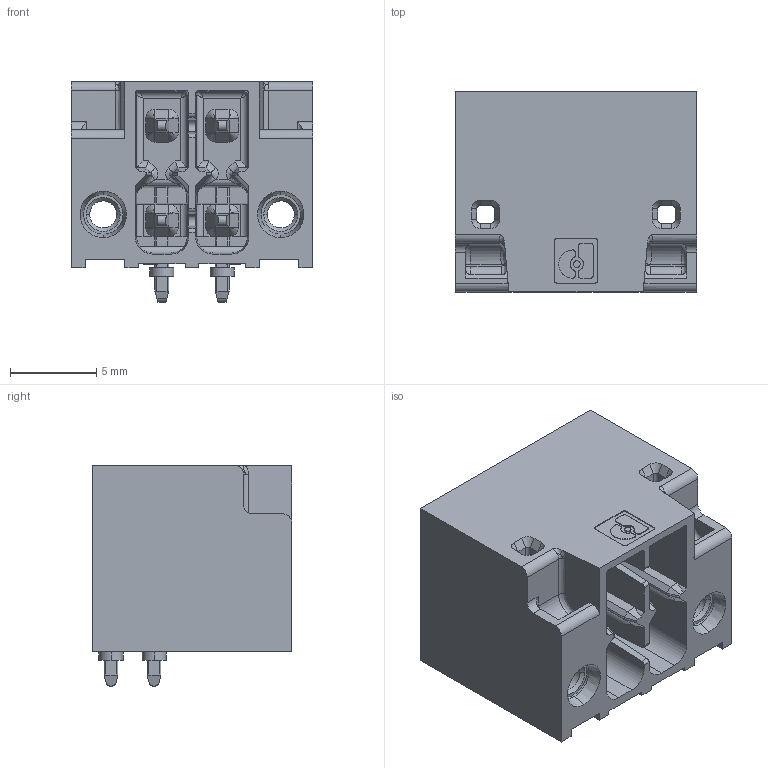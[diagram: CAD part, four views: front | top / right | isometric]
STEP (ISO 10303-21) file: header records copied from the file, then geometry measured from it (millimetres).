
FILE_DESCRIPTION(('Creo Elements/Direct Modeling STEP Export'),'2;1');
FILE_NAME('model.stp','2020-08-22T 0:38:14',(''),(''),'Creo Elements/Direct Modeling STEP processor for AP214 (Solid Model)','Creo Elements/Direct Modeling 20.1A 29-Sep-2018 (C) Parametric Technology GmbH','');
FILE_SCHEMA(('AUTOMOTIVE_DESIGN { 1 0 10303 214 1 1 1 1 }'));
Length unit declared in the file: millimetre
Products named in the file (3): Bohrloch; DMC-1.5-2-G1-3.5-LR-THR; DMC_1.5_2-G1-3.5-LR_P20THR
Assembly tree (5 placements, depth 2):
  DMC_1.5_2-G1-3.5-LR_P20THR
    Bohrloch  x4
    DMC-1.5-2-G1-3.5-LR-THR
Bounding box: 14 x 11.6 x 12.8 mm (x, y, z)
Volume: 1082.2 mm3; surface area: 1757 mm2
Topology: 5 solids, 5 shells, 971 faces, 2644 edges, 1696 vertices
Faces by surface type: plane 652, cylinder 174, cone 52, bspline 48, extrusion 25, torus 20
Entity records: 44786 total; most frequent: CARTESIAN_POINT 13156, ORIENTED_EDGE 5212, DIRECTION 4425, EDGE_CURVE 2606, VECTOR 1913, LINE 1888, VERTEX_POINT 1684, AXIS2_PLACEMENT_3D 1256
